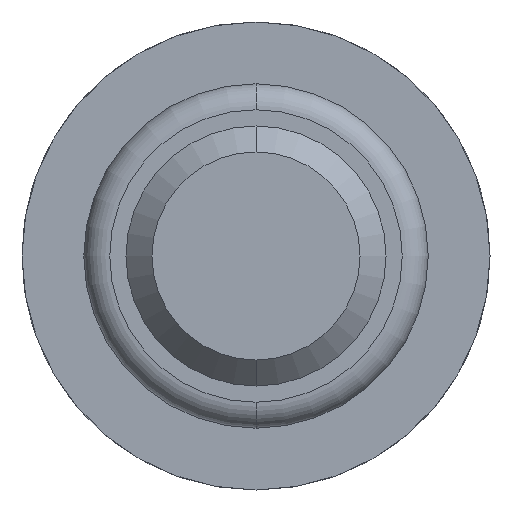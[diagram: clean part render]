
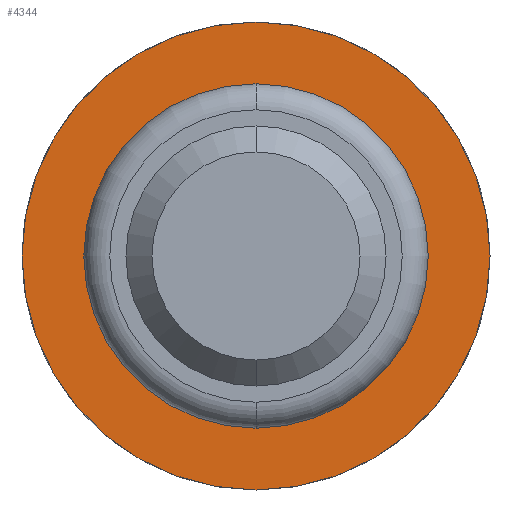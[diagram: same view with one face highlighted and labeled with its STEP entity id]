
A CAD part, front view. The second image highlights one B-rep face of the part: STEP entity #4344.
In plain terms, the highlighted planar face has unit normal (0, -1, 0).
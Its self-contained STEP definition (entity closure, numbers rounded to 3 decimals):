
#246 = CARTESIAN_POINT ( 'NONE',  ( 0., -1.8, 1.325 ) ) ;
#366 = DIRECTION ( 'NONE',  ( 0., 0., 1. ) ) ;
#389 = CARTESIAN_POINT ( 'NONE',  ( 0., -1.8, -1.8 ) ) ;
#454 = ORIENTED_EDGE ( 'NONE', *, *, #1079, .T. ) ;
#486 = EDGE_LOOP ( 'NONE', ( #4408, #4223 ) ) ;
#548 = FACE_OUTER_BOUND ( 'NONE', #486, .T. ) ;
#639 = DIRECTION ( 'NONE',  ( 0., 1., 0. ) ) ;
#841 = EDGE_CURVE ( 'Defeature ausgef�hrt3_12+Defeature ausgef�hrt3_13+Defeature ausgef�hrt3_13+Defeature ausgef�hrt3_13', #4156, #2069, #3834, .T. ) ;
#853 = ORIENTED_EDGE ( 'NONE', *, *, #1797, .T. ) ;
#1012 = DIRECTION ( 'NONE',  ( 0., 0., 1. ) ) ;
#1079 = EDGE_CURVE ( 'Defeature ausgef�hrt3_13+Defeature ausgef�hrt3_14+Defeature ausgef�hrt3_14+Defeature ausgef�hrt3_14', #2343, #2932, #1406, .T. ) ;
#1183 = CIRCLE ( 'NONE', #1334, 1.325 ) ;
#1188 = CARTESIAN_POINT ( 'NONE',  ( 0., -1.8, 0. ) ) ;
#1243 = PLANE ( 'NONE',  #3340 ) ;
#1263 = CIRCLE ( 'NONE', #2889, 1.8 ) ;
#1334 = AXIS2_PLACEMENT_3D ( 'NONE', #3837, #4190, #2570 ) ;
#1338 = DIRECTION ( 'NONE',  ( 0., 0., 1. ) ) ;
#1406 = CIRCLE ( 'NONE', #4424, 1.325 ) ;
#1515 = DIRECTION ( 'NONE',  ( 0., 1., 0. ) ) ;
#1634 = CARTESIAN_POINT ( 'NONE',  ( 1.8, -1.8, 0. ) ) ;
#1797 = EDGE_CURVE ( 'Defeature ausgef�hrt3_13+Defeature ausgef�hrt3_14+Defeature ausgef�hrt3_14+Defeature ausgef�hrt3_14', #2932, #2343, #1183, .T. ) ;
#1808 = CARTESIAN_POINT ( 'NONE',  ( 0., -1.8, 0. ) ) ;
#1836 = AXIS2_PLACEMENT_3D ( 'NONE', #2420, #639, #1012 ) ;
#1906 = CARTESIAN_POINT ( 'NONE',  ( 0., -1.8, 1.8 ) ) ;
#2069 = VERTEX_POINT ( 'NONE', #389 ) ;
#2343 = VERTEX_POINT ( 'NONE', #246 ) ;
#2420 = CARTESIAN_POINT ( 'NONE',  ( 0., -1.8, 0. ) ) ;
#2539 = EDGE_LOOP ( 'NONE', ( #454, #853 ) ) ;
#2570 = DIRECTION ( 'NONE',  ( 0., 0., 1. ) ) ;
#2889 = AXIS2_PLACEMENT_3D ( 'NONE', #1188, #1515, #4286 ) ;
#2932 = VERTEX_POINT ( 'NONE', #3451 ) ;
#3066 = EDGE_CURVE ( 'Defeature ausgef�hrt3_12+Defeature ausgef�hrt3_13+Defeature ausgef�hrt3_13+Defeature ausgef�hrt3_13', #2069, #4156, #1263, .T. ) ;
#3340 = AXIS2_PLACEMENT_3D ( 'NONE', #1634, #4500, #1338 ) ;
#3433 = FACE_BOUND ( 'NONE', #2539, .T. ) ;
#3451 = CARTESIAN_POINT ( 'NONE',  ( 0., -1.8, -1.325 ) ) ;
#3834 = CIRCLE ( 'NONE', #1836, 1.8 ) ;
#3837 = CARTESIAN_POINT ( 'NONE',  ( 0., -1.8, 0. ) ) ;
#3890 = DIRECTION ( 'NONE',  ( 0., 1., 0. ) ) ;
#4156 = VERTEX_POINT ( 'NONE', #1906 ) ;
#4190 = DIRECTION ( 'NONE',  ( 0., 1., 0. ) ) ;
#4223 = ORIENTED_EDGE ( 'NONE', *, *, #3066, .F. ) ;
#4286 = DIRECTION ( 'NONE',  ( 0., 0., 1. ) ) ;
#4344 = ADVANCED_FACE ( 'Defeature ausgef�hrt3_13', ( #548, #3433 ), #1243, .F. ) ;
#4408 = ORIENTED_EDGE ( 'NONE', *, *, #841, .F. ) ;
#4424 = AXIS2_PLACEMENT_3D ( 'NONE', #1808, #3890, #366 ) ;
#4500 = DIRECTION ( 'NONE',  ( 0., 1., 0. ) ) ;
